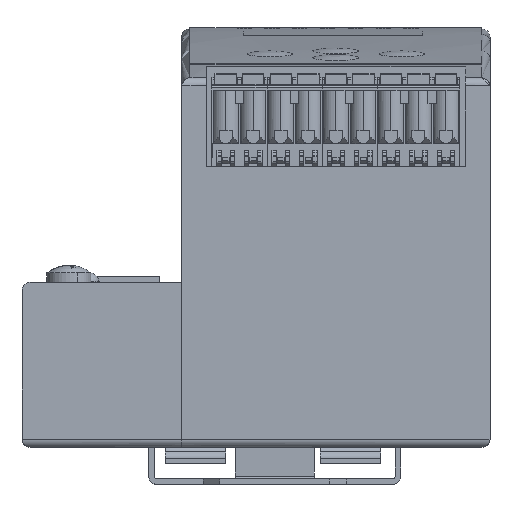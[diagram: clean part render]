
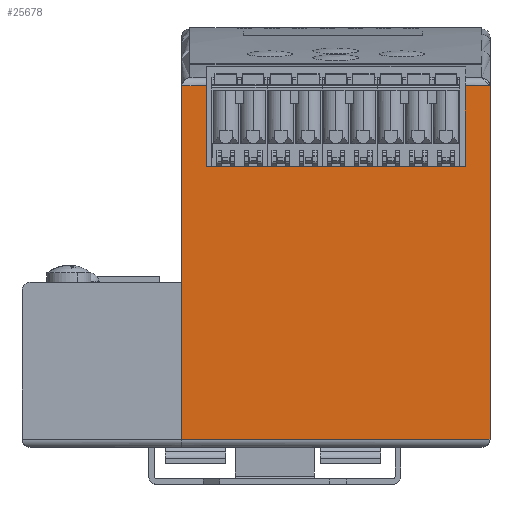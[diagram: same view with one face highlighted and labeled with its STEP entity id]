
A CAD part, front view. The second image highlights one B-rep face of the part: STEP entity #25678.
In plain terms, the highlighted planar face has unit normal (0, -1, 0).
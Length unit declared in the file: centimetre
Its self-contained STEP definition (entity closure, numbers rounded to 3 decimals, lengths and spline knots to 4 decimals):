
#1255=PLANE('',#32623);
#2199=B_SPLINE_CURVE_WITH_KNOTS('',3,(#34487,#34488,#34489,#34490,#34491,
#34492,#34493,#34494,#34495,#34496,#34497,#34498,#34499,#34500,#34501,#34502,
#34503,#34504,#34505,#34506,#34507,#34508,#34509,#34510,#34511,#34512,#34513,
#34514,#34515,#34516,#34517,#34518,#34519,#34520),.UNSPECIFIED.,.T.,.U.,
(4,2,2,2,2,2,2,2,2,2,2,2,2,2,2,2,4),(0.,0.0553,0.111,
0.167,0.2234,0.2798,0.3358,
0.3915,0.4468,0.5022,0.5578,
0.6139,0.6702,0.7266,0.7827,
0.8383,0.8937),.UNSPECIFIED.);
#2202=B_SPLINE_CURVE_WITH_KNOTS('',3,(#34565,#34566,#34567,#34568,#34569,
#34570,#34571,#34572,#34573,#34574,#34575,#34576,#34577,#34578,#34579,#34580,
#34581,#34582,#34583,#34584,#34585,#34586,#34587,#34588,#34589,#34590,#34591,
#34592,#34593,#34594,#34595,#34596,#34597,#34598),.UNSPECIFIED.,.T.,.U.,
(4,2,2,2,2,2,2,2,2,2,2,2,2,2,2,2,4),(0.,0.0553,0.111,
0.167,0.2234,0.2798,0.3358,0.3915,
0.4468,0.5022,0.5578,0.6139,
0.6702,0.7266,0.7827,0.8383,0.8937),
 .UNSPECIFIED.);
#2534=VECTOR('',#27130,1.);
#2537=VECTOR('',#27139,1.);
#2542=VECTOR('',#27157,1.);
#2545=VECTOR('',#27163,1.);
#2549=VECTOR('',#27174,1.);
#2550=VECTOR('',#27175,1.);
#2551=VECTOR('',#27176,1.);
#2552=VECTOR('',#27177,1.);
#5225=LINE('',#34539,#2534);
#5228=LINE('',#34547,#2537);
#5233=LINE('',#34612,#2542);
#5236=LINE('',#34617,#2545);
#5240=LINE('',#34630,#2549);
#5241=LINE('',#34631,#2550);
#5242=LINE('',#34632,#2551);
#5243=LINE('',#34634,#2552);
#8171=VERTEX_POINT('',#34486);
#8172=VERTEX_POINT('',#34521);
#8173=VERTEX_POINT('',#34536);
#8176=VERTEX_POINT('',#34546);
#8177=VERTEX_POINT('',#34548);
#8179=VERTEX_POINT('',#34599);
#8180=VERTEX_POINT('',#34606);
#8183=VERTEX_POINT('',#34611);
#8184=VERTEX_POINT('',#34618);
#8188=VERTEX_POINT('',#34633);
#11212=EDGE_CURVE('',#8171,#8172,#2199,.T.);
#11216=EDGE_CURVE('',#8172,#8173,#5225,.T.);
#11220=EDGE_CURVE('',#8176,#8177,#5228,.T.);
#11224=EDGE_CURVE('',#8177,#8179,#2202,.T.);
#11231=EDGE_CURVE('',#8183,#8180,#5233,.T.);
#11234=EDGE_CURVE('',#8184,#8173,#5236,.T.);
#11241=EDGE_CURVE('',#8171,#8180,#5240,.T.);
#11242=EDGE_CURVE('',#8183,#8179,#5241,.T.);
#11243=EDGE_CURVE('',#8176,#8188,#5242,.T.);
#11244=EDGE_CURVE('',#8188,#8184,#5243,.T.);
#15044=ORIENTED_EDGE('',*,*,#11216,.F.);
#15045=ORIENTED_EDGE('',*,*,#11212,.F.);
#15046=ORIENTED_EDGE('',*,*,#11241,.T.);
#15047=ORIENTED_EDGE('',*,*,#11231,.F.);
#15048=ORIENTED_EDGE('',*,*,#11242,.T.);
#15049=ORIENTED_EDGE('',*,*,#11224,.F.);
#15050=ORIENTED_EDGE('',*,*,#11220,.F.);
#15051=ORIENTED_EDGE('',*,*,#11243,.T.);
#15052=ORIENTED_EDGE('',*,*,#11244,.T.);
#15053=ORIENTED_EDGE('',*,*,#11234,.T.);
#22569=EDGE_LOOP('',(#15044,#15045,#15046,#15047,#15048,#15049,#15050,#15051,
#15052,#15053));
#24124=FACE_BOUND('',#22569,.T.);
#25678=ADVANCED_FACE('',(#24124),#1255,.T.);
#27130=DIRECTION('',(1.,0.,0.));
#27139=DIRECTION('',(1.,0.,0.));
#27157=DIRECTION('',(-1.,0.,0.));
#27163=DIRECTION('',(0.,0.,1.));
#27173=DIRECTION('',(0.,-1.,0.));
#27174=DIRECTION('',(0.,0.,-1.));
#27175=DIRECTION('',(0.,0.,1.));
#27176=DIRECTION('',(0.,0.,-1.));
#27177=DIRECTION('',(-1.,0.,0.));
#32623=AXIS2_PLACEMENT_3D('',#34629,#27173,$);
#34486=CARTESIAN_POINT('',(-2.8,-6.05,6.5483));
#34487=CARTESIAN_POINT('',(-2.65,-6.05,6.7));
#34488=CARTESIAN_POINT('',(-2.6316,-6.05,6.7));
#34489=CARTESIAN_POINT('',(-2.6099,-6.05,6.6956));
#34490=CARTESIAN_POINT('',(-2.5757,-6.05,6.6814));
#34491=CARTESIAN_POINT('',(-2.5572,-6.05,6.669));
#34492=CARTESIAN_POINT('',(-2.531,-6.05,6.6425));
#34493=CARTESIAN_POINT('',(-2.5186,-6.05,6.6239));
#34494=CARTESIAN_POINT('',(-2.5044,-6.05,6.5892));
#34495=CARTESIAN_POINT('',(-2.5,-6.05,6.5671));
#34496=CARTESIAN_POINT('',(-2.5,-6.05,6.5295));
#34497=CARTESIAN_POINT('',(-2.5044,-6.05,6.5074));
#34498=CARTESIAN_POINT('',(-2.5186,-6.05,6.4727));
#34499=CARTESIAN_POINT('',(-2.531,-6.05,6.454));
#34500=CARTESIAN_POINT('',(-2.5572,-6.05,6.4276));
#34501=CARTESIAN_POINT('',(-2.5757,-6.05,6.4152));
#34502=CARTESIAN_POINT('',(-2.6099,-6.05,6.4009));
#34503=CARTESIAN_POINT('',(-2.6316,-6.05,6.3966));
#34504=CARTESIAN_POINT('',(-2.6684,-6.05,6.3966));
#34505=CARTESIAN_POINT('',(-2.6901,-6.05,6.4009));
#34506=CARTESIAN_POINT('',(-2.7243,-6.05,6.4152));
#34507=CARTESIAN_POINT('',(-2.7428,-6.05,6.4276));
#34508=CARTESIAN_POINT('',(-2.769,-6.05,6.454));
#34509=CARTESIAN_POINT('',(-2.7814,-6.05,6.4727));
#34510=CARTESIAN_POINT('',(-2.7956,-6.05,6.5074));
#34511=CARTESIAN_POINT('',(-2.8,-6.05,6.5295));
#34512=CARTESIAN_POINT('',(-2.8,-6.05,6.5671));
#34513=CARTESIAN_POINT('',(-2.7956,-6.05,6.5892));
#34514=CARTESIAN_POINT('',(-2.7814,-6.05,6.6239));
#34515=CARTESIAN_POINT('',(-2.769,-6.05,6.6425));
#34516=CARTESIAN_POINT('',(-2.7428,-6.05,6.669));
#34517=CARTESIAN_POINT('',(-2.7243,-6.05,6.6814));
#34518=CARTESIAN_POINT('',(-2.6901,-6.05,6.6956));
#34519=CARTESIAN_POINT('',(-2.6684,-6.05,6.7));
#34520=CARTESIAN_POINT('',(-2.65,-6.05,6.7));
#34521=CARTESIAN_POINT('',(-2.7983,-6.05,6.5709));
#34536=CARTESIAN_POINT('',(-2.35,-6.05,6.5709));
#34539=CARTESIAN_POINT('',(-2.8,-6.05,6.5709));
#34546=CARTESIAN_POINT('',(2.35,-6.05,6.5709));
#34547=CARTESIAN_POINT('',(-2.8,-6.05,6.5709));
#34548=CARTESIAN_POINT('',(2.7983,-6.05,6.5709));
#34565=CARTESIAN_POINT('',(2.65,-6.05,6.7));
#34566=CARTESIAN_POINT('',(2.6684,-6.05,6.7));
#34567=CARTESIAN_POINT('',(2.6901,-6.05,6.6956));
#34568=CARTESIAN_POINT('',(2.7243,-6.05,6.6814));
#34569=CARTESIAN_POINT('',(2.7428,-6.05,6.669));
#34570=CARTESIAN_POINT('',(2.769,-6.05,6.6425));
#34571=CARTESIAN_POINT('',(2.7814,-6.05,6.6239));
#34572=CARTESIAN_POINT('',(2.7956,-6.05,6.5892));
#34573=CARTESIAN_POINT('',(2.8,-6.05,6.5671));
#34574=CARTESIAN_POINT('',(2.8,-6.05,6.5295));
#34575=CARTESIAN_POINT('',(2.7956,-6.05,6.5074));
#34576=CARTESIAN_POINT('',(2.7814,-6.05,6.4727));
#34577=CARTESIAN_POINT('',(2.769,-6.05,6.454));
#34578=CARTESIAN_POINT('',(2.7428,-6.05,6.4276));
#34579=CARTESIAN_POINT('',(2.7243,-6.05,6.4152));
#34580=CARTESIAN_POINT('',(2.6901,-6.05,6.4009));
#34581=CARTESIAN_POINT('',(2.6684,-6.05,6.3966));
#34582=CARTESIAN_POINT('',(2.6316,-6.05,6.3966));
#34583=CARTESIAN_POINT('',(2.6099,-6.05,6.4009));
#34584=CARTESIAN_POINT('',(2.5757,-6.05,6.4152));
#34585=CARTESIAN_POINT('',(2.5572,-6.05,6.4276));
#34586=CARTESIAN_POINT('',(2.531,-6.05,6.454));
#34587=CARTESIAN_POINT('',(2.5186,-6.05,6.4727));
#34588=CARTESIAN_POINT('',(2.5044,-6.05,6.5074));
#34589=CARTESIAN_POINT('',(2.5,-6.05,6.5295));
#34590=CARTESIAN_POINT('',(2.5,-6.05,6.5671));
#34591=CARTESIAN_POINT('',(2.5044,-6.05,6.5892));
#34592=CARTESIAN_POINT('',(2.5186,-6.05,6.6239));
#34593=CARTESIAN_POINT('',(2.531,-6.05,6.6425));
#34594=CARTESIAN_POINT('',(2.5572,-6.05,6.669));
#34595=CARTESIAN_POINT('',(2.5757,-6.05,6.6814));
#34596=CARTESIAN_POINT('',(2.6099,-6.05,6.6956));
#34597=CARTESIAN_POINT('',(2.6316,-6.05,6.7));
#34598=CARTESIAN_POINT('',(2.65,-6.05,6.7));
#34599=CARTESIAN_POINT('',(2.8,-6.05,6.5483));
#34606=CARTESIAN_POINT('',(-2.8,-6.05,0.15));
#34611=CARTESIAN_POINT('',(2.8,-6.05,0.15));
#34612=CARTESIAN_POINT('',(-2.8,-6.05,0.15));
#34617=CARTESIAN_POINT('',(-2.35,-6.05,6.175));
#34618=CARTESIAN_POINT('',(-2.35,-6.05,5.1));
#34629=CARTESIAN_POINT('',(-2.8,-6.05,3.35));
#34630=CARTESIAN_POINT('',(-2.8,-6.05,6.7));
#34631=CARTESIAN_POINT('',(2.8,-6.05,6.7));
#34632=CARTESIAN_POINT('',(2.35,-6.05,6.175));
#34633=CARTESIAN_POINT('',(2.35,-6.05,5.1));
#34634=CARTESIAN_POINT('',(-1.4,-6.05,5.1));
